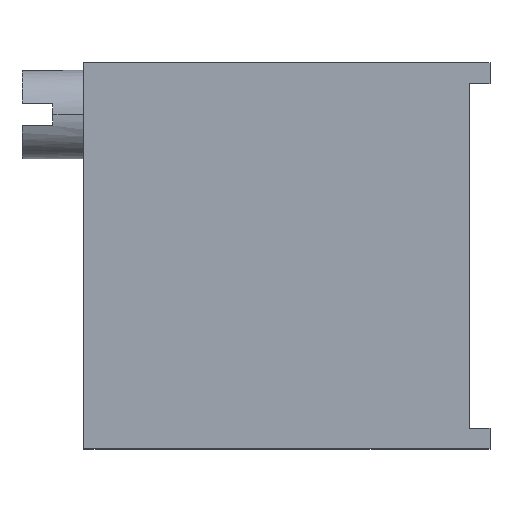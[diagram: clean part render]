
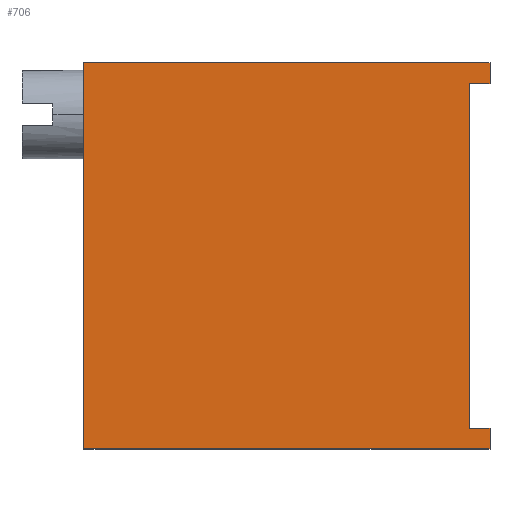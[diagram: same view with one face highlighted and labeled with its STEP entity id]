
A CAD part, top view. The second image highlights one B-rep face of the part: STEP entity #706.
In plain terms, the highlighted planar face has unit normal (0, 0, 1).
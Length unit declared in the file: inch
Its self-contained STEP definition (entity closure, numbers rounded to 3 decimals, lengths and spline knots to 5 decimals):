
#87=DIRECTION('',(-1.,0.,0.));
#88=VECTOR('',#87,0.395);
#89=CARTESIAN_POINT('',(0.395,0.,0.175));
#90=LINE('',#89,#88);
#115=DIRECTION('',(1.,0.,0.));
#116=VECTOR('',#115,0.395);
#117=CARTESIAN_POINT('',(0.,-0.375,0.175));
#118=LINE('',#117,#116);
#131=DIRECTION('',(0.,-1.,0.));
#132=VECTOR('',#131,0.01997);
#133=CARTESIAN_POINT('',(0.395,0.,0.175));
#134=LINE('',#133,#132);
#135=DIRECTION('',(-1.,0.,0.));
#136=VECTOR('',#135,0.02);
#137=CARTESIAN_POINT('',(0.395,-0.01997,0.175));
#138=LINE('',#137,#136);
#139=DIRECTION('',(0.,1.,0.));
#140=VECTOR('',#139,0.33505);
#141=CARTESIAN_POINT('',(0.375,-0.35503,0.175));
#142=LINE('',#141,#140);
#143=DIRECTION('',(1.,0.,0.));
#144=VECTOR('',#143,0.02);
#145=CARTESIAN_POINT('',(0.375,-0.35503,0.175));
#146=LINE('',#145,#144);
#147=DIRECTION('',(0.,-1.,0.));
#148=VECTOR('',#147,0.01997);
#149=CARTESIAN_POINT('',(0.395,-0.35503,0.175));
#150=LINE('',#149,#148);
#151=DIRECTION('',(0.,-1.,0.));
#152=VECTOR('',#151,0.375);
#153=CARTESIAN_POINT('',(0.,0.,0.175));
#154=LINE('',#153,#152);
#381=CARTESIAN_POINT('',(0.,0.,0.175));
#382=CARTESIAN_POINT('',(0.,-0.375,0.175));
#383=VERTEX_POINT('',#381);
#384=VERTEX_POINT('',#382);
#385=CARTESIAN_POINT('',(0.395,0.,0.175));
#386=CARTESIAN_POINT('',(0.395,-0.01997,0.175));
#387=VERTEX_POINT('',#385);
#388=VERTEX_POINT('',#386);
#389=CARTESIAN_POINT('',(0.395,-0.35503,0.175));
#390=CARTESIAN_POINT('',(0.395,-0.375,0.175));
#391=VERTEX_POINT('',#389);
#392=VERTEX_POINT('',#390);
#449=CARTESIAN_POINT('',(0.375,-0.01997,0.175));
#450=VERTEX_POINT('',#449);
#451=CARTESIAN_POINT('',(0.375,-0.35503,0.175));
#452=VERTEX_POINT('',#451);
#688=CARTESIAN_POINT('',(0.,0.,0.175));
#689=DIRECTION('',(0.,0.,1.));
#690=DIRECTION('',(1.,0.,0.));
#691=AXIS2_PLACEMENT_3D('',#688,#689,#690);
#692=PLANE('',#691);
#693=ORIENTED_EDGE('',*,*,#578,.F.);
#695=ORIENTED_EDGE('',*,*,#694,.T.);
#696=ORIENTED_EDGE('',*,*,#610,.T.);
#697=ORIENTED_EDGE('',*,*,#629,.F.);
#698=ORIENTED_EDGE('',*,*,#646,.T.);
#700=ORIENTED_EDGE('',*,*,#699,.T.);
#701=ORIENTED_EDGE('',*,*,#671,.F.);
#703=ORIENTED_EDGE('',*,*,#702,.F.);
#704=EDGE_LOOP('',(#693,#695,#696,#697,#698,#700,#701,#703));
#705=FACE_OUTER_BOUND('',#704,.F.);
#706=ADVANCED_FACE('',(#705),#692,.T.);
#578=EDGE_CURVE('',#387,#383,#90,.T.);
#610=EDGE_CURVE('',#388,#450,#138,.T.);
#629=EDGE_CURVE('',#452,#450,#142,.T.);
#646=EDGE_CURVE('',#452,#391,#146,.T.);
#671=EDGE_CURVE('',#384,#392,#118,.T.);
#694=EDGE_CURVE('',#387,#388,#134,.T.);
#699=EDGE_CURVE('',#391,#392,#150,.T.);
#702=EDGE_CURVE('',#383,#384,#154,.T.);
